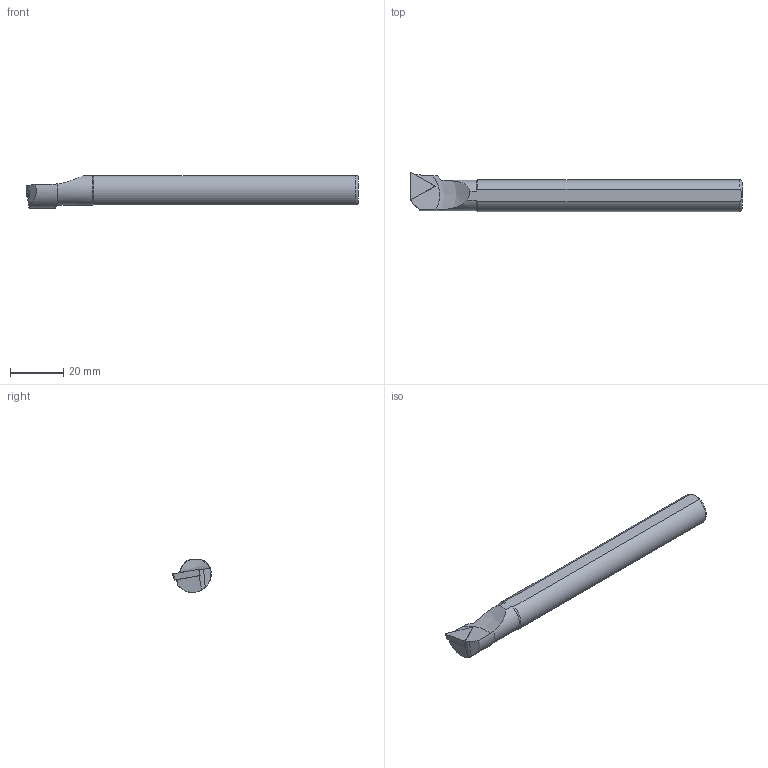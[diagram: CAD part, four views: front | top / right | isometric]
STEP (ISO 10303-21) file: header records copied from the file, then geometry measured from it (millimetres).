
FILE_DESCRIPTION(/* description */ (''),/* implementation_level */ '2;1');
FILE_NAME(/* name */ 'S12K-STFCL-11.stp',/* time_stamp */ '2023-10-18T19:24:09+03:00',/* author */ (''),/* organization */ (''),/* preprocessor_version */ 'ST-DEVELOPER v19.4',/* originating_system */ 'SIEMENS PLM Software NX2306.3001',/* authorisation */ '');
FILE_SCHEMA (('AUTOMOTIVE_DESIGN { 1 0 10303 214 3 1 1 1 }'));
Length unit declared in the file: millimetre
Products named in the file (1): S12K STFCR 11-LIGHT_objects
Bounding box: 125 x 14.71 x 12.4 mm (x, y, z)
Volume: 13065 mm3; surface area: 4966.8 mm2
Topology: 2 solids, 2 shells, 31 faces, 78 edges, 51 vertices
Faces by surface type: plane 16, cone 9, cylinder 4, torus 1, bspline 1
Entity records: 1518 total; most frequent: CARTESIAN_POINT 766, ORIENTED_EDGE 152, DIRECTION 140, EDGE_CURVE 76, AXIS2_PLACEMENT_3D 53, VERTEX_POINT 50, LINE 34, VECTOR 34
